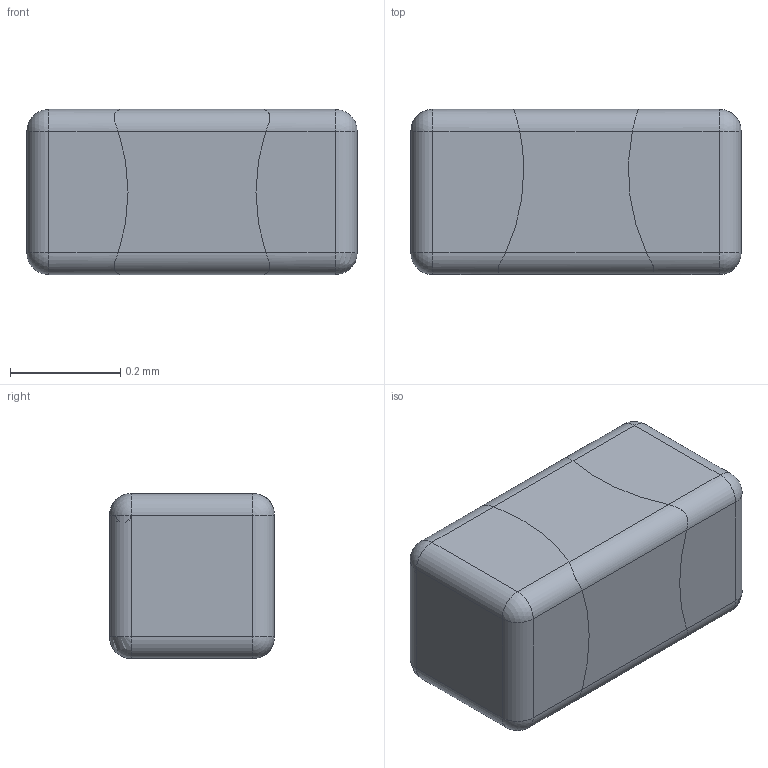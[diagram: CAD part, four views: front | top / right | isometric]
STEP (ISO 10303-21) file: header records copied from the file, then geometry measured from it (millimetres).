
FILE_DESCRIPTION(/* description */ (''),/* implementation_level */ '2;1');
FILE_NAME(/* name */ 'C0201.stp',/* time_stamp */ '2023-05-26T23:38:20+08:00',/* author */ (''),/* organization */ (''),/* preprocessor_version */ 'ST-DEVELOPER v16',/* originating_system */ 'SIEMENS PLM Software NX 10.0',/* authorisation */ '');
FILE_SCHEMA (('AUTOMOTIVE_DESIGN { 1 0 10303 214 3 1 1 1 }'));
Length unit declared in the file: millimetre
Products named in the file (1): C0201
Bounding box: 0.6 x 0.3 x 0.3 mm (x, y, z)
Volume: 0.1 mm3; surface area: 1.2 mm2
Topology: 3 solids, 3 shells, 56 faces, 131 edges, 76 vertices
Faces by surface type: cylinder 30, plane 14, sphere 8, bspline 4
Entity records: 2208 total; most frequent: CARTESIAN_POINT 601, ORIENTED_EDGE 252, DIRECTION 232, EDGE_CURVE 126, AXIS2_PLACEMENT_3D 93, VERTEX_POINT 76, PRESENTATION_STYLE_ASSIGNMENT 59, SURFACE_STYLE_USAGE 59
